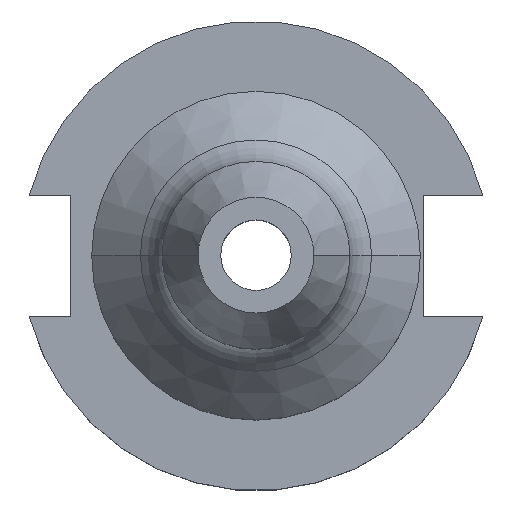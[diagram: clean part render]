
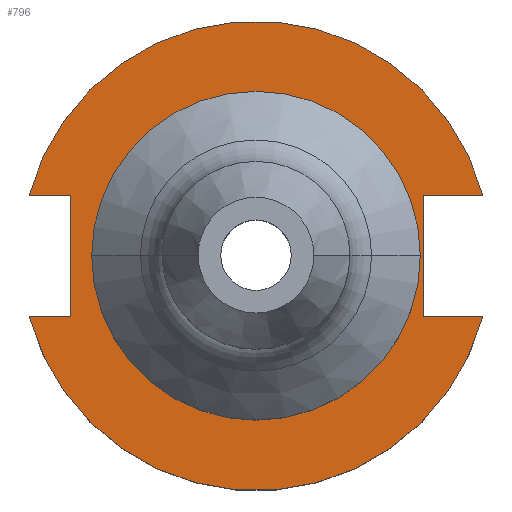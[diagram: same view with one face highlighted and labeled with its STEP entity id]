
A CAD part, top view. The second image highlights one B-rep face of the part: STEP entity #796.
In plain terms, the highlighted planar face has unit normal (0, 0, 1).
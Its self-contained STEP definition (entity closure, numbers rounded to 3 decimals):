
#10 = VERTEX_POINT ( 'NONE', #1545 ) ;
#36 = CARTESIAN_POINT ( 'NONE',  ( 0., -8.191, 19.05 ) ) ;
#68 = CARTESIAN_POINT ( 'NONE',  ( 22.606, -8.191, 19.05 ) ) ;
#88 = DIRECTION ( 'NONE',  ( 1., 0., 0. ) ) ;
#93 = CIRCLE ( 'NONE', #662, 31.75 ) ;
#97 = DIRECTION ( 'NONE',  ( 0., 0., 1. ) ) ;
#137 = ORIENTED_EDGE ( 'NONE', *, *, #540, .T. ) ;
#138 = AXIS2_PLACEMENT_3D ( 'NONE', #763, #1374, #1359 ) ;
#147 = AXIS2_PLACEMENT_3D ( 'NONE', #1520, #1535, #1275 ) ;
#148 = DIRECTION ( 'NONE',  ( 0., -1., 0. ) ) ;
#155 = ORIENTED_EDGE ( 'NONE', *, *, #855, .T. ) ;
#215 = VERTEX_POINT ( 'NONE', #1274 ) ;
#229 = AXIS2_PLACEMENT_3D ( 'NONE', #823, #97, #1062 ) ;
#303 = CARTESIAN_POINT ( 'NONE',  ( -61.091, -8.191, 19.05 ) ) ;
#304 = CARTESIAN_POINT ( 'NONE',  ( 0., 0., 19.05 ) ) ;
#312 = VECTOR ( 'NONE', #1015, 1000. ) ;
#326 = VERTEX_POINT ( 'NONE', #480 ) ;
#354 = LINE ( 'NONE', #732, #663 ) ;
#370 = VECTOR ( 'NONE', #148, 1000. ) ;
#400 = CARTESIAN_POINT ( 'NONE',  ( 30.675, 8.191, 19.05 ) ) ;
#414 = ORIENTED_EDGE ( 'NONE', *, *, #1515, .F. ) ;
#447 = LINE ( 'NONE', #533, #370 ) ;
#471 = EDGE_CURVE ( 'NONE', #10, #1338, #665, .T. ) ;
#477 = ORIENTED_EDGE ( 'NONE', *, *, #775, .T. ) ;
#480 = CARTESIAN_POINT ( 'NONE',  ( -25.091, -8.191, 19.05 ) ) ;
#516 = CARTESIAN_POINT ( 'NONE',  ( -30.675, -8.191, 19.05 ) ) ;
#526 = CARTESIAN_POINT ( 'NONE',  ( 0., 22.225, 19.05 ) ) ;
#533 = CARTESIAN_POINT ( 'NONE',  ( -25.091, 8.191, 19.05 ) ) ;
#540 = EDGE_CURVE ( 'NONE', #1565, #864, #566, .T. ) ;
#564 = VECTOR ( 'NONE', #1514, 1000. ) ;
#565 = CARTESIAN_POINT ( 'NONE',  ( -61.091, 8.191, 19.05 ) ) ;
#566 = LINE ( 'NONE', #1081, #981 ) ;
#568 = AXIS2_PLACEMENT_3D ( 'NONE', #526, #764, #1007 ) ;
#616 = EDGE_CURVE ( 'NONE', #1558, #864, #354, .T. ) ;
#619 = DIRECTION ( 'NONE',  ( -1., 0., 0. ) ) ;
#641 = CARTESIAN_POINT ( 'NONE',  ( 30.675, -8.191, 19.05 ) ) ;
#650 = EDGE_LOOP ( 'NONE', ( #477, #1246, #1147, #698, #137, #1137, #1220, #155 ) ) ;
#662 = AXIS2_PLACEMENT_3D ( 'NONE', #304, #1527, #1269 ) ;
#663 = VECTOR ( 'NONE', #619, 1000. ) ;
#665 = CIRCLE ( 'NONE', #229, 22.225 ) ;
#698 = ORIENTED_EDGE ( 'NONE', *, *, #1324, .F. ) ;
#710 = ORIENTED_EDGE ( 'NONE', *, *, #471, .F. ) ;
#732 = CARTESIAN_POINT ( 'NONE',  ( 0., 8.191, 19.05 ) ) ;
#739 = FACE_BOUND ( 'NONE', #1421, .T. ) ;
#763 = CARTESIAN_POINT ( 'NONE',  ( 0., 0., 19.05 ) ) ;
#764 = DIRECTION ( 'NONE',  ( 0., 0., -1. ) ) ;
#775 = EDGE_CURVE ( 'NONE', #1401, #326, #447, .T. ) ;
#783 = CARTESIAN_POINT ( 'NONE',  ( 22.606, 8.191, 19.05 ) ) ;
#796 = ADVANCED_FACE ( 'NONE', ( #739, #1435 ), #1249, .F. ) ;
#823 = CARTESIAN_POINT ( 'NONE',  ( 0., 0., 19.05 ) ) ;
#839 = EDGE_CURVE ( 'NONE', #1121, #1287, #1367, .T. ) ;
#855 = EDGE_CURVE ( 'NONE', #215, #1401, #1106, .T. ) ;
#864 = VERTEX_POINT ( 'NONE', #783 ) ;
#906 = CARTESIAN_POINT ( 'NONE',  ( -25.091, 8.191, 19.05 ) ) ;
#925 = CARTESIAN_POINT ( 'NONE',  ( 22.225, 0., 19.05 ) ) ;
#948 = EDGE_CURVE ( 'NONE', #1121, #326, #1568, .T. ) ;
#981 = VECTOR ( 'NONE', #1204, 1000. ) ;
#1007 = DIRECTION ( 'NONE',  ( -1., 0., 0. ) ) ;
#1015 = DIRECTION ( 'NONE',  ( 1., 0., 0. ) ) ;
#1062 = DIRECTION ( 'NONE',  ( 1., 0., 0. ) ) ;
#1081 = CARTESIAN_POINT ( 'NONE',  ( 22.606, 22.225, 19.05 ) ) ;
#1106 = LINE ( 'NONE', #565, #312 ) ;
#1121 = VERTEX_POINT ( 'NONE', #516 ) ;
#1137 = ORIENTED_EDGE ( 'NONE', *, *, #616, .F. ) ;
#1147 = ORIENTED_EDGE ( 'NONE', *, *, #839, .T. ) ;
#1204 = DIRECTION ( 'NONE',  ( 0., 1., 0. ) ) ;
#1211 = VECTOR ( 'NONE', #88, 1000. ) ;
#1220 = ORIENTED_EDGE ( 'NONE', *, *, #1322, .T. ) ;
#1246 = ORIENTED_EDGE ( 'NONE', *, *, #948, .F. ) ;
#1249 = PLANE ( 'NONE',  #568 ) ;
#1269 = DIRECTION ( 'NONE',  ( 1., 0., 0. ) ) ;
#1271 = CIRCLE ( 'NONE', #138, 22.225 ) ;
#1274 = CARTESIAN_POINT ( 'NONE',  ( -30.675, 8.191, 19.05 ) ) ;
#1275 = DIRECTION ( 'NONE',  ( 1., 0., 0. ) ) ;
#1287 = VERTEX_POINT ( 'NONE', #641 ) ;
#1322 = EDGE_CURVE ( 'NONE', #1558, #215, #93, .T. ) ;
#1324 = EDGE_CURVE ( 'NONE', #1565, #1287, #1347, .T. ) ;
#1338 = VERTEX_POINT ( 'NONE', #925 ) ;
#1347 = LINE ( 'NONE', #36, #564 ) ;
#1359 = DIRECTION ( 'NONE',  ( 1., 0., 0. ) ) ;
#1367 = CIRCLE ( 'NONE', #147, 31.75 ) ;
#1374 = DIRECTION ( 'NONE',  ( 0., 0., 1. ) ) ;
#1401 = VERTEX_POINT ( 'NONE', #906 ) ;
#1421 = EDGE_LOOP ( 'NONE', ( #414, #710 ) ) ;
#1435 = FACE_OUTER_BOUND ( 'NONE', #650, .T. ) ;
#1514 = DIRECTION ( 'NONE',  ( 1., 0., 0. ) ) ;
#1515 = EDGE_CURVE ( 'NONE', #1338, #10, #1271, .T. ) ;
#1520 = CARTESIAN_POINT ( 'NONE',  ( 0., 0., 19.05 ) ) ;
#1527 = DIRECTION ( 'NONE',  ( 0., 0., 1. ) ) ;
#1535 = DIRECTION ( 'NONE',  ( 0., 0., 1. ) ) ;
#1545 = CARTESIAN_POINT ( 'NONE',  ( -22.225, 0., 19.05 ) ) ;
#1558 = VERTEX_POINT ( 'NONE', #400 ) ;
#1565 = VERTEX_POINT ( 'NONE', #68 ) ;
#1568 = LINE ( 'NONE', #303, #1211 ) ;
